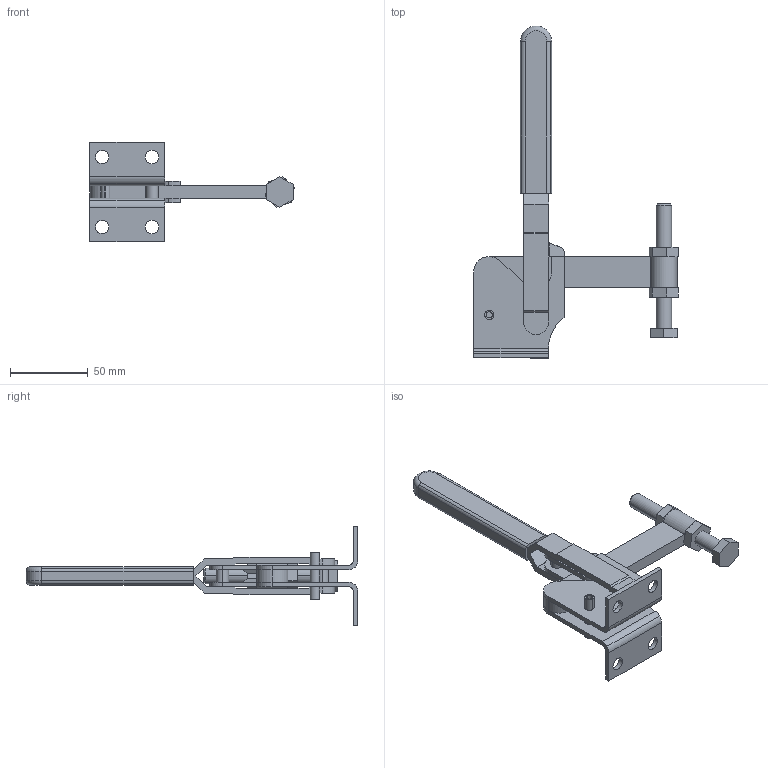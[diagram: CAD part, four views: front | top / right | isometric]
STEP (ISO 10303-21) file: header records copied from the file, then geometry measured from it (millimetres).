
FILE_DESCRIPTION((''),'2;1');
FILE_NAME('MG5SB.stp','2006-07-11T16:24:30',('Matthew'),(''),'Autodesk Inventor 8','Autodesk Inventor 8','');
FILE_SCHEMA(('AUTOMOTIVE_DESIGN { 1 0 10303 214 1 1 1 1 }'));
Length unit declared in the file: millimetre
Products named in the file (6): MG5SB; MG5SB1; MG5SB2; MG5SB3; MG5SB4; MG5SB5
Assembly tree (5 placements, depth 2):
  MG5SB
    MG5SB1
    MG5SB2
    MG5SB3
    MG5SB4
    MG5SB5
Bounding box: 131.28 x 213 x 64 mm (x, y, z)
Volume: 97597.2 mm3; surface area: 50736.3 mm2
Topology: 5 solids, 5 shells, 221 faces, 579 edges, 374 vertices
Faces by surface type: plane 92, cylinder 66, bspline 59, torus 2, cone 2
Entity records: 7347 total; most frequent: CARTESIAN_POINT 1712, ORIENTED_EDGE 1158, DIRECTION 1125, EDGE_CURVE 579, VECTOR 379, LINE 379, VERTEX_POINT 374, AXIS2_PLACEMENT_3D 373
